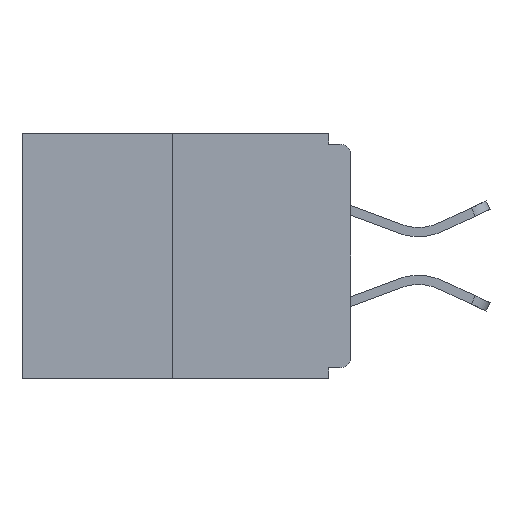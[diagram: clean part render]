
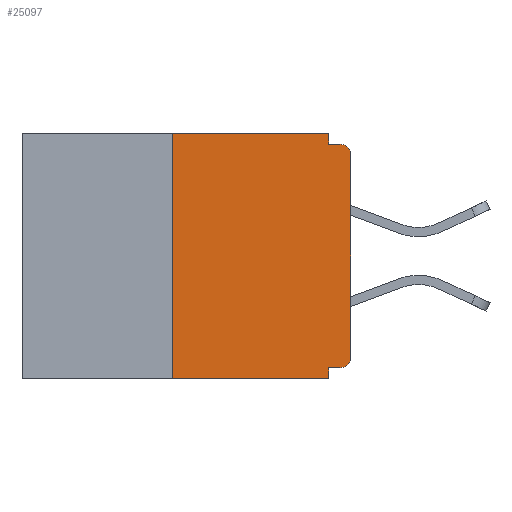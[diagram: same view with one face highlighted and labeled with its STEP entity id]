
A CAD part, left-side view. The second image highlights one B-rep face of the part: STEP entity #25097.
In plain terms, the highlighted planar face has unit normal (-1, 0, 0).
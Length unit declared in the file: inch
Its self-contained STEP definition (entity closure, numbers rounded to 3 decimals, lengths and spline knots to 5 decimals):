
#299 = DIRECTION ( 'NONE',  ( 0., -1., 0. ) ) ;
#522 = ORIENTED_EDGE ( 'NONE', *, *, #2475, .F. ) ;
#751 = EDGE_CURVE ( 'NONE', #9057, #12718, #18188, .T. ) ;
#1094 = CARTESIAN_POINT ( 'NONE',  ( 0., 0., -0.313 ) ) ;
#1203 = DIRECTION ( 'NONE',  ( 0., 0., -1. ) ) ;
#1218 = EDGE_CURVE ( 'NONE', #14330, #6683, #21529, .T. ) ;
#1586 = EDGE_CURVE ( 'NONE', #14286, #13158, #19517, .T. ) ;
#1699 = VERTEX_POINT ( 'NONE', #6461 ) ;
#1727 = CARTESIAN_POINT ( 'NONE',  ( 0., 0.25, 0. ) ) ;
#2195 = CARTESIAN_POINT ( 'NONE',  ( 0., 0., 0. ) ) ;
#2284 = CARTESIAN_POINT ( 'NONE',  ( 0., 0., -0.03 ) ) ;
#2475 = EDGE_CURVE ( 'NONE', #18041, #9057, #14745, .T. ) ;
#3026 = CARTESIAN_POINT ( 'NONE',  ( 0., 0.015, -0.313 ) ) ;
#4108 = EDGE_LOOP ( 'NONE', ( #20398, #8703, #24536, #23164, #522, #6166, #7803, #6193, #10684, #4306 ) ) ;
#4205 = EDGE_CURVE ( 'NONE', #7679, #12718, #21685, .T. ) ;
#4273 = EDGE_CURVE ( 'NONE', #18041, #5672, #9590, .T. ) ;
#4306 = ORIENTED_EDGE ( 'NONE', *, *, #1218, .F. ) ;
#4500 = EDGE_CURVE ( 'NONE', #7679, #1699, #25954, .T. ) ;
#4553 = CARTESIAN_POINT ( 'NONE',  ( 0., 0.46, -0.343 ) ) ;
#4654 = CARTESIAN_POINT ( 'NONE',  ( 0., 0.46, 0. ) ) ;
#5248 = LINE ( 'NONE', #2195, #23375 ) ;
#5552 = CARTESIAN_POINT ( 'NONE',  ( 0., 0.031, -0.343 ) ) ;
#5672 = VERTEX_POINT ( 'NONE', #1094 ) ;
#6017 = DIRECTION ( 'NONE',  ( 0., -1., 0. ) ) ;
#6046 = VECTOR ( 'NONE', #19271, 39.37008 ) ;
#6166 = ORIENTED_EDGE ( 'NONE', *, *, #4273, .T. ) ;
#6193 = ORIENTED_EDGE ( 'NONE', *, *, #1586, .T. ) ;
#6461 = CARTESIAN_POINT ( 'NONE',  ( 0., 0.25, 0. ) ) ;
#6683 = VERTEX_POINT ( 'NONE', #25764 ) ;
#6975 = DIRECTION ( 'NONE',  ( 1., 0., 0. ) ) ;
#7630 = VECTOR ( 'NONE', #20847, 39.37008 ) ;
#7679 = VERTEX_POINT ( 'NONE', #18995 ) ;
#7803 = ORIENTED_EDGE ( 'NONE', *, *, #12812, .T. ) ;
#8415 = VECTOR ( 'NONE', #21077, 39.37008 ) ;
#8703 = ORIENTED_EDGE ( 'NONE', *, *, #4500, .F. ) ;
#8771 = CARTESIAN_POINT ( 'NONE',  ( 0., 0.015, -0.328 ) ) ;
#8815 = CARTESIAN_POINT ( 'NONE',  ( 0., 0.031, -0.343 ) ) ;
#9026 = CARTESIAN_POINT ( 'NONE',  ( 0., 0.031, 0. ) ) ;
#9057 = VERTEX_POINT ( 'NONE', #12167 ) ;
#9417 = DIRECTION ( 'NONE',  ( -1., 0., 0. ) ) ;
#9590 = CIRCLE ( 'NONE', #21364, 0.015 ) ;
#10684 = ORIENTED_EDGE ( 'NONE', *, *, #12810, .F. ) ;
#10850 = DIRECTION ( 'NONE',  ( 0., 0., -1. ) ) ;
#11806 = CARTESIAN_POINT ( 'NONE',  ( 0., 0.015, -0.03 ) ) ;
#12167 = CARTESIAN_POINT ( 'NONE',  ( 0., 0.031, -0.328 ) ) ;
#12718 = VERTEX_POINT ( 'NONE', #5552 ) ;
#12810 = EDGE_CURVE ( 'NONE', #6683, #13158, #20363, .T. ) ;
#12812 = EDGE_CURVE ( 'NONE', #5672, #14286, #5248, .T. ) ;
#13158 = VERTEX_POINT ( 'NONE', #20014 ) ;
#13300 = VECTOR ( 'NONE', #299, 39.37008 ) ;
#13956 = AXIS2_PLACEMENT_3D ( 'NONE', #11806, #9417, #1203 ) ;
#14286 = VERTEX_POINT ( 'NONE', #2284 ) ;
#14330 = VERTEX_POINT ( 'NONE', #9026 ) ;
#14745 = LINE ( 'NONE', #20015, #7630 ) ;
#14975 = CARTESIAN_POINT ( 'NONE',  ( 0., 0., -0.015 ) ) ;
#15514 = VECTOR ( 'NONE', #10850, 39.37008 ) ;
#15869 = LINE ( 'NONE', #17134, #8415 ) ;
#17134 = CARTESIAN_POINT ( 'NONE',  ( 0., 0.46, 0. ) ) ;
#17213 = DIRECTION ( 'NONE',  ( 0., 0., 1. ) ) ;
#17627 = PLANE ( 'NONE',  #18121 ) ;
#18041 = VERTEX_POINT ( 'NONE', #8771 ) ;
#18121 = AXIS2_PLACEMENT_3D ( 'NONE', #4654, #6975, #26153 ) ;
#18188 = LINE ( 'NONE', #8815, #6046 ) ;
#18995 = CARTESIAN_POINT ( 'NONE',  ( 0., 0.25, -0.343 ) ) ;
#19271 = DIRECTION ( 'NONE',  ( 0., 0., -1. ) ) ;
#19517 = CIRCLE ( 'NONE', #13956, 0.015 ) ;
#20014 = CARTESIAN_POINT ( 'NONE',  ( 0., 0.015, -0.015 ) ) ;
#20015 = CARTESIAN_POINT ( 'NONE',  ( 0., 0., -0.328 ) ) ;
#20119 = DIRECTION ( 'NONE',  ( -1., 0., 0. ) ) ;
#20363 = LINE ( 'NONE', #14975, #23047 ) ;
#20398 = ORIENTED_EDGE ( 'NONE', *, *, #26278, .F. ) ;
#20847 = DIRECTION ( 'NONE',  ( 0., 1., 0. ) ) ;
#20918 = VECTOR ( 'NONE', #23590, 39.37008 ) ;
#21077 = DIRECTION ( 'NONE',  ( 0., -1., 0. ) ) ;
#21364 = AXIS2_PLACEMENT_3D ( 'NONE', #3026, #20119, #24515 ) ;
#21529 = LINE ( 'NONE', #23460, #15514 ) ;
#21685 = LINE ( 'NONE', #4553, #13300 ) ;
#23047 = VECTOR ( 'NONE', #6017, 39.37008 ) ;
#23164 = ORIENTED_EDGE ( 'NONE', *, *, #751, .F. ) ;
#23375 = VECTOR ( 'NONE', #17213, 39.37008 ) ;
#23460 = CARTESIAN_POINT ( 'NONE',  ( 0., 0.031, 0. ) ) ;
#23590 = DIRECTION ( 'NONE',  ( 0., 0., 1. ) ) ;
#24515 = DIRECTION ( 'NONE',  ( 0., 0., -1. ) ) ;
#24536 = ORIENTED_EDGE ( 'NONE', *, *, #4205, .T. ) ;
#25097 = ADVANCED_FACE ( 'NONE', ( #27662 ), #17627, .F. ) ;
#25764 = CARTESIAN_POINT ( 'NONE',  ( 0., 0.031, -0.015 ) ) ;
#25954 = LINE ( 'NONE', #1727, #20918 ) ;
#26153 = DIRECTION ( 'NONE',  ( 0., 0., -1. ) ) ;
#26278 = EDGE_CURVE ( 'NONE', #1699, #14330, #15869, .T. ) ;
#27662 = FACE_OUTER_BOUND ( 'NONE', #4108, .T. ) ;
